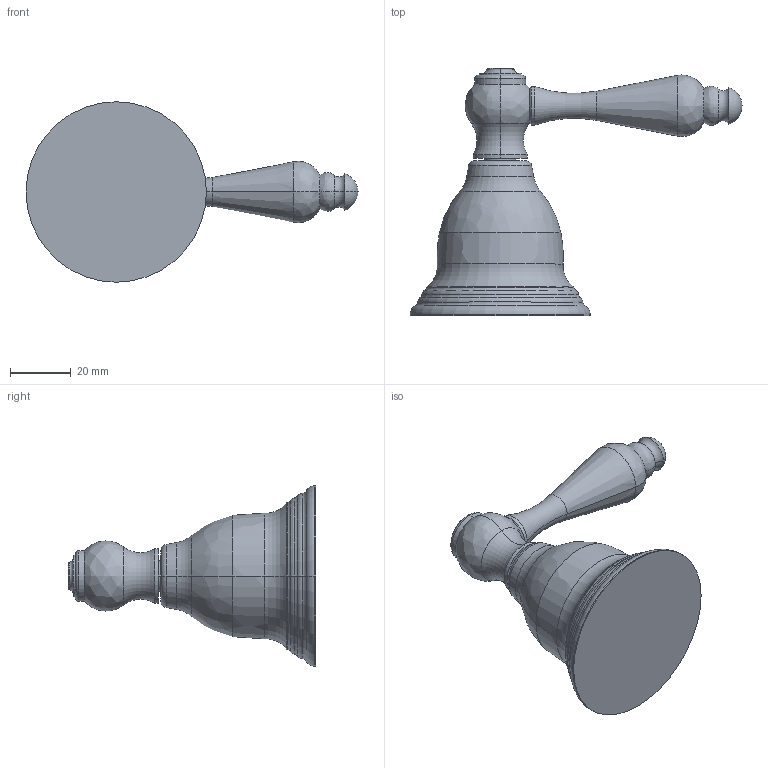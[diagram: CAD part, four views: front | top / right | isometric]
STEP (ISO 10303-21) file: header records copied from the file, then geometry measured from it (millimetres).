
FILE_DESCRIPTION((''),'2;1');
FILE_NAME('3-202','2020-12-31T10:23:34',('jinson.thomas'),(''),'CREO PARAMETRIC BY PTC INC, 2018400','CREO PARAMETRIC BY PTC INC, 2018400','');
FILE_SCHEMA(('CONFIG_CONTROL_DESIGN'));
Length unit declared in the file: inch
Products named in the file (1): 3-202
Bounding box: 109.4 x 81.51 x 59.44 mm (x, y, z)
Volume: 81897.4 mm3; surface area: 14987.7 mm2
Topology: 1 solids, 1 shells, 70 faces, 140 edges, 75 vertices
Faces by surface type: torus 30, cylinder 12, bspline 10, cone 8, plane 8, sphere 2
Entity records: 2009 total; most frequent: CARTESIAN_POINT 492, DIRECTION 368, ORIENTED_EDGE 276, AXIS2_PLACEMENT_3D 174, EDGE_CURVE 138, CIRCLE 114, VERTEX_POINT 75, EDGE_LOOP 75
